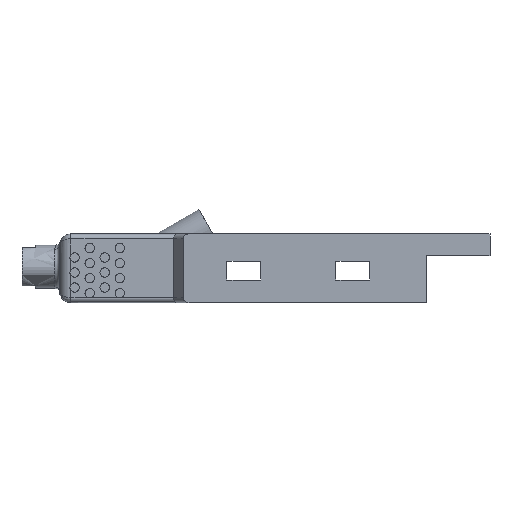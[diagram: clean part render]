
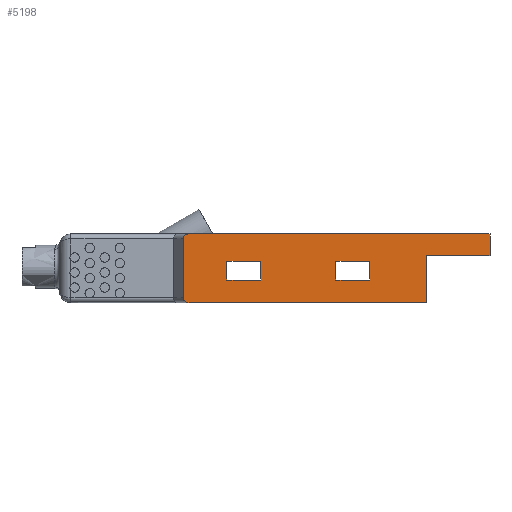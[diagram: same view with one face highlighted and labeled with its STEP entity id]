
A CAD part, front view. The second image highlights one B-rep face of the part: STEP entity #5198.
In plain terms, the highlighted planar face has unit normal (0, -1, 0).
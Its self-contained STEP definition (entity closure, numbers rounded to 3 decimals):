
#129=FACE_BOUND('',#1732,.T.);
#130=FACE_BOUND('',#1733,.T.);
#179=PLANE('',#5617);
#311=ELLIPSE('',#5615,0.307,0.25);
#312=ELLIPSE('',#5618,0.307,0.25);
#465=LINE('',#8733,#871);
#508=LINE('',#9182,#914);
#536=LINE('',#9330,#942);
#537=LINE('',#9333,#943);
#538=LINE('',#9335,#944);
#539=LINE('',#9336,#945);
#540=LINE('',#9339,#946);
#541=LINE('',#9341,#947);
#542=LINE('',#9343,#948);
#543=LINE('',#9344,#949);
#544=LINE('',#9347,#950);
#545=LINE('',#9349,#951);
#546=LINE('',#9351,#952);
#547=LINE('',#9352,#953);
#871=VECTOR('',#6131,10.);
#914=VECTOR('',#6340,10.);
#942=VECTOR('',#6502,10.);
#943=VECTOR('',#6505,10.);
#944=VECTOR('',#6506,10.);
#945=VECTOR('',#6507,10.);
#946=VECTOR('',#6508,10.);
#947=VECTOR('',#6509,10.);
#948=VECTOR('',#6510,10.);
#949=VECTOR('',#6511,10.);
#950=VECTOR('',#6512,10.);
#951=VECTOR('',#6513,10.);
#952=VECTOR('',#6514,10.);
#953=VECTOR('',#6515,10.);
#1356=FACE_OUTER_BOUND('',#1731,.T.);
#1731=EDGE_LOOP('',(#4272,#4273,#4274,#4275,#4276,#4277,#4278,#4279));
#1732=EDGE_LOOP('',(#4280,#4281,#4282,#4283));
#1733=EDGE_LOOP('',(#4284,#4285,#4286,#4287));
#2429=VERTEX_POINT('',#8730);
#2430=VERTEX_POINT('',#8732);
#2533=VERTEX_POINT('',#9179);
#2534=VERTEX_POINT('',#9181);
#2586=VERTEX_POINT('',#9324);
#2587=VERTEX_POINT('',#9329);
#2588=VERTEX_POINT('',#9332);
#2589=VERTEX_POINT('',#9334);
#2590=VERTEX_POINT('',#9337);
#2591=VERTEX_POINT('',#9338);
#2592=VERTEX_POINT('',#9340);
#2593=VERTEX_POINT('',#9342);
#2594=VERTEX_POINT('',#9345);
#2595=VERTEX_POINT('',#9346);
#2596=VERTEX_POINT('',#9348);
#2597=VERTEX_POINT('',#9350);
#2999=EDGE_CURVE('',#2429,#2430,#465,.T.);
#3133=EDGE_CURVE('',#2534,#2533,#508,.T.);
#3208=EDGE_CURVE('',#2586,#2429,#311,.T.);
#3209=EDGE_CURVE('',#2587,#2586,#536,.F.);
#3210=EDGE_CURVE('',#2534,#2587,#312,.T.);
#3211=EDGE_CURVE('',#2533,#2588,#537,.F.);
#3212=EDGE_CURVE('',#2588,#2589,#538,.T.);
#3213=EDGE_CURVE('',#2589,#2430,#539,.T.);
#3214=EDGE_CURVE('',#2590,#2591,#540,.F.);
#3215=EDGE_CURVE('',#2591,#2592,#541,.F.);
#3216=EDGE_CURVE('',#2592,#2593,#542,.F.);
#3217=EDGE_CURVE('',#2593,#2590,#543,.F.);
#3218=EDGE_CURVE('',#2594,#2595,#544,.F.);
#3219=EDGE_CURVE('',#2595,#2596,#545,.F.);
#3220=EDGE_CURVE('',#2596,#2597,#546,.F.);
#3221=EDGE_CURVE('',#2597,#2594,#547,.F.);
#4272=ORIENTED_EDGE('',*,*,#3208,.F.);
#4273=ORIENTED_EDGE('',*,*,#3209,.F.);
#4274=ORIENTED_EDGE('',*,*,#3210,.F.);
#4275=ORIENTED_EDGE('',*,*,#3133,.T.);
#4276=ORIENTED_EDGE('',*,*,#3211,.T.);
#4277=ORIENTED_EDGE('',*,*,#3212,.T.);
#4278=ORIENTED_EDGE('',*,*,#3213,.T.);
#4279=ORIENTED_EDGE('',*,*,#2999,.F.);
#4280=ORIENTED_EDGE('',*,*,#3214,.T.);
#4281=ORIENTED_EDGE('',*,*,#3215,.T.);
#4282=ORIENTED_EDGE('',*,*,#3216,.T.);
#4283=ORIENTED_EDGE('',*,*,#3217,.T.);
#4284=ORIENTED_EDGE('',*,*,#3218,.T.);
#4285=ORIENTED_EDGE('',*,*,#3219,.T.);
#4286=ORIENTED_EDGE('',*,*,#3220,.T.);
#4287=ORIENTED_EDGE('',*,*,#3221,.T.);
#5198=ADVANCED_FACE('',(#1356,#129,#130),#179,.T.);
#5615=AXIS2_PLACEMENT_3D('',#9326,#6496,#6497);
#5617=AXIS2_PLACEMENT_3D('',#9328,#6500,#6501);
#5618=AXIS2_PLACEMENT_3D('',#9331,#6503,#6504);
#6131=DIRECTION('',(1.,0.,0.));
#6340=DIRECTION('',(1.,0.,0.));
#6496=DIRECTION('center_axis',(0.,1.,0.));
#6497=DIRECTION('ref_axis',(-1.,0.,0.));
#6500=DIRECTION('center_axis',(0.,-1.,0.));
#6501=DIRECTION('ref_axis',(0.,0.,1.));
#6502=DIRECTION('',(0.,0.,-1.));
#6503=DIRECTION('center_axis',(0.,1.,0.));
#6504=DIRECTION('ref_axis',(-1.,0.,0.));
#6505=DIRECTION('',(0.,0.,-1.));
#6506=DIRECTION('',(1.,0.,0.));
#6507=DIRECTION('',(0.,0.,1.));
#6508=DIRECTION('',(0.,0.,-1.));
#6509=DIRECTION('',(-1.,0.,0.));
#6510=DIRECTION('',(0.,0.,1.));
#6511=DIRECTION('',(1.,0.,0.));
#6512=DIRECTION('',(0.,0.,-1.));
#6513=DIRECTION('',(-1.,0.,0.));
#6514=DIRECTION('',(0.,0.,1.));
#6515=DIRECTION('',(1.,0.,0.));
#8730=CARTESIAN_POINT('',(-16.014,-0.637,-0.085));
#8732=CARTESIAN_POINT('',(0.,-0.637,-0.085));
#8733=CARTESIAN_POINT('',(-7.5,-0.637,-0.085));
#9179=CARTESIAN_POINT('',(-3.4,-0.637,-3.735));
#9181=CARTESIAN_POINT('',(-16.014,-0.637,-3.735));
#9182=CARTESIAN_POINT('',(-15.,-0.637,-3.735));
#9324=CARTESIAN_POINT('',(-16.321,-0.637,-0.335));
#9326=CARTESIAN_POINT('Origin',(-16.014,-0.637,-0.335));
#9328=CARTESIAN_POINT('Origin',(-15.,-0.637,-3.735));
#9329=CARTESIAN_POINT('',(-16.321,-0.637,-3.485));
#9330=CARTESIAN_POINT('',(-16.321,-0.637,-3.735));
#9331=CARTESIAN_POINT('Origin',(-16.014,-0.637,-3.485));
#9332=CARTESIAN_POINT('',(-3.4,-0.637,-1.235));
#9333=CARTESIAN_POINT('',(-3.4,-0.637,-2.485));
#9334=CARTESIAN_POINT('',(0.,-0.637,-1.235));
#9335=CARTESIAN_POINT('',(-7.5,-0.637,-1.235));
#9336=CARTESIAN_POINT('',(0.,-0.637,-2.26));
#9337=CARTESIAN_POINT('',(-14.,-0.637,-2.535));
#9338=CARTESIAN_POINT('',(-14.,-0.637,-1.535));
#9339=CARTESIAN_POINT('',(-14.,-0.637,-2.635));
#9340=CARTESIAN_POINT('',(-12.2,-0.637,-1.535));
#9341=CARTESIAN_POINT('',(-13.6,-0.637,-1.535));
#9342=CARTESIAN_POINT('',(-12.2,-0.637,-2.535));
#9343=CARTESIAN_POINT('',(-12.2,-0.637,-3.135));
#9344=CARTESIAN_POINT('',(-14.5,-0.637,-2.535));
#9345=CARTESIAN_POINT('',(-8.2,-0.637,-2.535));
#9346=CARTESIAN_POINT('',(-8.2,-0.637,-1.535));
#9347=CARTESIAN_POINT('',(-8.2,-0.637,-2.635));
#9348=CARTESIAN_POINT('',(-6.4,-0.637,-1.535));
#9349=CARTESIAN_POINT('',(-10.7,-0.637,-1.535));
#9350=CARTESIAN_POINT('',(-6.4,-0.637,-2.535));
#9351=CARTESIAN_POINT('',(-6.4,-0.637,-3.135));
#9352=CARTESIAN_POINT('',(-11.6,-0.637,-2.535));
